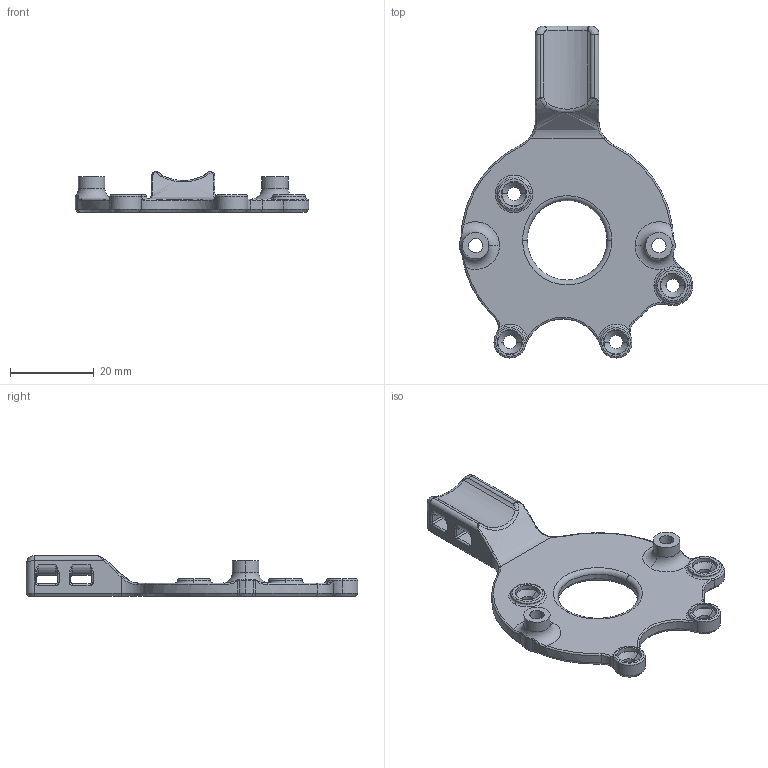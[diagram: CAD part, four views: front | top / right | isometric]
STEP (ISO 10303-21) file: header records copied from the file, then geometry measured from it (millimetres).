
FILE_DESCRIPTION (( 'STEP AP203' ), '1' );
FILE_NAME ('Orbiter v2 EBB36 stealthchanger mount.STEP', '2024-02-26T20:04:34', ( '' ), ( '' ), 'SwSTEP 2.0', 'SolidWorks 2022', '' );
FILE_SCHEMA (( 'CONFIG_CONTROL_DESIGN' ));
Length unit declared in the file: inch
Products named in the file (1): Orbiter v2 EBB36 stealthchanger mount
Bounding box: 55.82 x 79.42 x 9.73 mm (x, y, z)
Volume: 8507.7 mm3; surface area: 6470.5 mm2
Topology: 1 solids, 1 shells, 266 faces, 627 edges, 356 vertices
Faces by surface type: cylinder 92, torus 59, cone 49, bspline 37, plane 29
Entity records: 8765 total; most frequent: CARTESIAN_POINT 2691, DIRECTION 1343, ORIENTED_EDGE 1226, EDGE_CURVE 613, AXIS2_PLACEMENT_3D 581, VERTEX_POINT 356, CIRCLE 351, EDGE_LOOP 291
